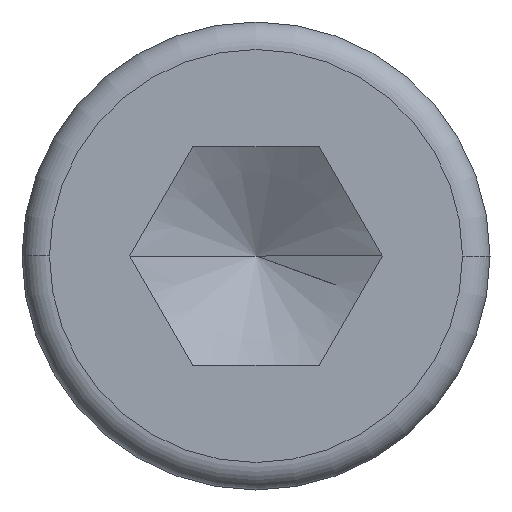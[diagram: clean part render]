
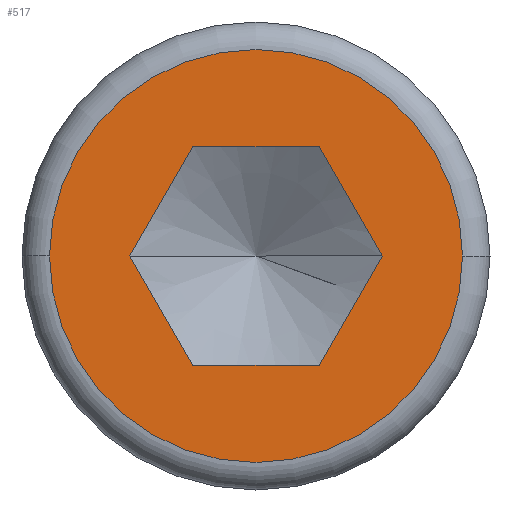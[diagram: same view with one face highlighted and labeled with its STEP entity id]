
A CAD part, left-side view. The second image highlights one B-rep face of the part: STEP entity #517.
In plain terms, the highlighted planar face has unit normal (-1, 0, 0).
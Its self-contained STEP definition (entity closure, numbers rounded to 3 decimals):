
#7 = VERTEX_POINT ( 'NONE', #199 ) ;
#9 = VERTEX_POINT ( 'NONE', #585 ) ;
#17 = ORIENTED_EDGE ( 'NONE', *, *, #382, .T. ) ;
#39 = VERTEX_POINT ( 'NONE', #108 ) ;
#49 = VECTOR ( 'NONE', #356, 1000. ) ;
#54 = CARTESIAN_POINT ( 'NONE',  ( -4., 0., 0. ) ) ;
#59 = CARTESIAN_POINT ( 'NONE',  ( -4., -1.833, 0. ) ) ;
#75 = VERTEX_POINT ( 'NONE', #158 ) ;
#108 = CARTESIAN_POINT ( 'NONE',  ( -4., 0.917, 1.588 ) ) ;
#114 = DIRECTION ( 'NONE',  ( 0., -1., 0. ) ) ;
#118 = CARTESIAN_POINT ( 'NONE',  ( -4., -1.833, 0. ) ) ;
#124 = CARTESIAN_POINT ( 'NONE',  ( -4., 1.833, 0. ) ) ;
#128 = VECTOR ( 'NONE', #538, 1000. ) ;
#129 = DIRECTION ( 'NONE',  ( -1., 0., 0. ) ) ;
#133 = VERTEX_POINT ( 'NONE', #161 ) ;
#139 = DIRECTION ( 'NONE',  ( 1., 0., 0. ) ) ;
#158 = CARTESIAN_POINT ( 'NONE',  ( -4., -0.917, 1.588 ) ) ;
#161 = CARTESIAN_POINT ( 'NONE',  ( -4., 3., 0. ) ) ;
#163 = DIRECTION ( 'NONE',  ( 0., 0.5, -0.866 ) ) ;
#179 = EDGE_LOOP ( 'NONE', ( #376, #644, #217, #198, #693, #279 ) ) ;
#192 = LINE ( 'NONE', #648, #475 ) ;
#198 = ORIENTED_EDGE ( 'NONE', *, *, #544, .F. ) ;
#199 = CARTESIAN_POINT ( 'NONE',  ( -4., -3., 0. ) ) ;
#201 = CIRCLE ( 'NONE', #438, 3. ) ;
#217 = ORIENTED_EDGE ( 'NONE', *, *, #589, .F. ) ;
#224 = PLANE ( 'NONE',  #461 ) ;
#242 = AXIS2_PLACEMENT_3D ( 'NONE', #452, #129, #513 ) ;
#243 = FACE_OUTER_BOUND ( 'NONE', #285, .T. ) ;
#253 = VECTOR ( 'NONE', #499, 1000. ) ;
#259 = VERTEX_POINT ( 'NONE', #551 ) ;
#279 = ORIENTED_EDGE ( 'NONE', *, *, #581, .F. ) ;
#285 = EDGE_LOOP ( 'NONE', ( #17, #535 ) ) ;
#299 = LINE ( 'NONE', #497, #489 ) ;
#317 = VERTEX_POINT ( 'NONE', #556 ) ;
#324 = LINE ( 'NONE', #696, #49 ) ;
#356 = DIRECTION ( 'NONE',  ( 0., 1., 0. ) ) ;
#376 = ORIENTED_EDGE ( 'NONE', *, *, #624, .F. ) ;
#382 = EDGE_CURVE ( 'NONE', #7, #133, #530, .T. ) ;
#392 = CARTESIAN_POINT ( 'NONE',  ( -4., 1.833, 0. ) ) ;
#411 = LINE ( 'NONE', #118, #253 ) ;
#434 = DIRECTION ( 'NONE',  ( -1., 0., 0. ) ) ;
#438 = AXIS2_PLACEMENT_3D ( 'NONE', #54, #434, #114 ) ;
#452 = CARTESIAN_POINT ( 'NONE',  ( -4., 0., 0. ) ) ;
#461 = AXIS2_PLACEMENT_3D ( 'NONE', #392, #139, #521 ) ;
#475 = VECTOR ( 'NONE', #702, 1000. ) ;
#489 = VECTOR ( 'NONE', #494, 1000. ) ;
#494 = DIRECTION ( 'NONE',  ( 0., -1., 0. ) ) ;
#497 = CARTESIAN_POINT ( 'NONE',  ( -4., 0.917, -1.588 ) ) ;
#498 = VECTOR ( 'NONE', #163, 1000. ) ;
#499 = DIRECTION ( 'NONE',  ( 0., 0.5, 0.866 ) ) ;
#513 = DIRECTION ( 'NONE',  ( 0., -1., 0. ) ) ;
#517 = ADVANCED_FACE ( 'NONE', ( #688, #243 ), #224, .F. ) ;
#521 = DIRECTION ( 'NONE',  ( 0., -1., 0. ) ) ;
#530 = CIRCLE ( 'NONE', #242, 3. ) ;
#535 = ORIENTED_EDGE ( 'NONE', *, *, #576, .T. ) ;
#537 = LINE ( 'NONE', #124, #128 ) ;
#538 = DIRECTION ( 'NONE',  ( 0., -0.5, -0.866 ) ) ;
#544 = EDGE_CURVE ( 'NONE', #317, #9, #537, .T. ) ;
#551 = CARTESIAN_POINT ( 'NONE',  ( -4., -0.917, -1.588 ) ) ;
#556 = CARTESIAN_POINT ( 'NONE',  ( -4., 1.833, 0. ) ) ;
#576 = EDGE_CURVE ( 'NONE', #133, #7, #201, .T. ) ;
#581 = EDGE_CURVE ( 'NONE', #75, #39, #324, .T. ) ;
#582 = EDGE_CURVE ( 'NONE', #259, #682, #192, .T. ) ;
#585 = CARTESIAN_POINT ( 'NONE',  ( -4., 0.917, -1.588 ) ) ;
#589 = EDGE_CURVE ( 'NONE', #9, #259, #299, .T. ) ;
#624 = EDGE_CURVE ( 'NONE', #682, #75, #411, .T. ) ;
#633 = LINE ( 'NONE', #646, #498 ) ;
#644 = ORIENTED_EDGE ( 'NONE', *, *, #582, .F. ) ;
#646 = CARTESIAN_POINT ( 'NONE',  ( -4., 0.917, 1.588 ) ) ;
#648 = CARTESIAN_POINT ( 'NONE',  ( -4., -0.917, -1.588 ) ) ;
#682 = VERTEX_POINT ( 'NONE', #59 ) ;
#684 = EDGE_CURVE ( 'NONE', #39, #317, #633, .T. ) ;
#688 = FACE_BOUND ( 'NONE', #179, .T. ) ;
#693 = ORIENTED_EDGE ( 'NONE', *, *, #684, .F. ) ;
#696 = CARTESIAN_POINT ( 'NONE',  ( -4., -0.917, 1.588 ) ) ;
#702 = DIRECTION ( 'NONE',  ( 0., -0.5, 0.866 ) ) ;
